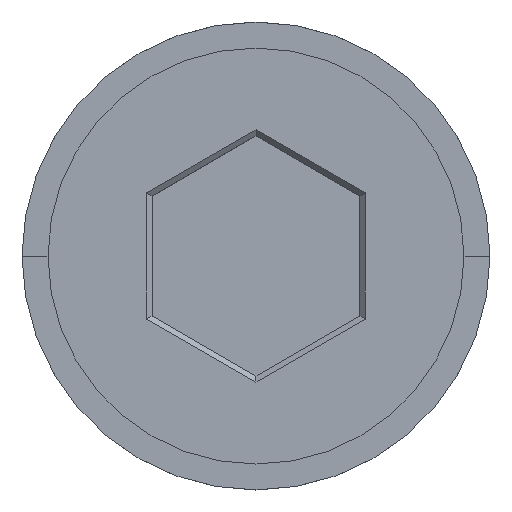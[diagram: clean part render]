
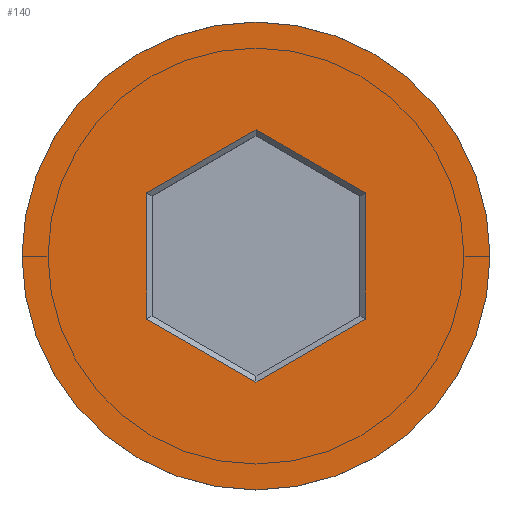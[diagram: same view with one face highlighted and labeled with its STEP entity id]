
A CAD part, top view. The second image highlights one B-rep face of the part: STEP entity #140.
In plain terms, the highlighted planar face has unit normal (0, 0, 1).
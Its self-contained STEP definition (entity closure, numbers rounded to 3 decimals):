
#3 = CARTESIAN_POINT ( 'NONE',  ( 2.05, 1.241, 0. ) ) ;
#6 = DIRECTION ( 'NONE',  ( -0.866, 0.5, 0. ) ) ;
#25 = VECTOR ( 'NONE', #979, 1000. ) ;
#54 = ORIENTED_EDGE ( 'NONE', *, *, #851, .T. ) ;
#61 = DIRECTION ( 'NONE',  ( 0., 1., 0. ) ) ;
#101 = AXIS2_PLACEMENT_3D ( 'NONE', #717, #681, #810 ) ;
#103 = VERTEX_POINT ( 'NONE', #1440 ) ;
#120 = CARTESIAN_POINT ( 'NONE',  ( -0.05, 2.396, 0. ) ) ;
#129 = LINE ( 'NONE', #261, #1235 ) ;
#133 = CARTESIAN_POINT ( 'NONE',  ( 0., 0., 0. ) ) ;
#140 = ADVANCED_FACE ( 'NONE', ( #1292, #788 ), #1160, .T. ) ;
#148 = EDGE_CURVE ( 'NONE', #958, #434, #1298, .T. ) ;
#254 = VERTEX_POINT ( 'NONE', #1192 ) ;
#261 = CARTESIAN_POINT ( 'NONE',  ( 0.05, -2.396, 0. ) ) ;
#264 = CARTESIAN_POINT ( 'NONE',  ( -2.1, 1.212, 0. ) ) ;
#274 = DIRECTION ( 'NONE',  ( 0., 0., 1. ) ) ;
#283 = EDGE_CURVE ( 'NONE', #103, #302, #1419, .T. ) ;
#297 = CIRCLE ( 'NONE', #552, 4.5 ) ;
#302 = VERTEX_POINT ( 'NONE', #1436 ) ;
#305 = ORIENTED_EDGE ( 'NONE', *, *, #431, .T. ) ;
#320 = CARTESIAN_POINT ( 'NONE',  ( 2.1, 1.212, 0. ) ) ;
#373 = AXIS2_PLACEMENT_3D ( 'NONE', #670, #274, #1165 ) ;
#389 = CARTESIAN_POINT ( 'NONE',  ( 0., 2.425, 0. ) ) ;
#397 = EDGE_CURVE ( 'NONE', #1324, #1132, #882, .T. ) ;
#431 = EDGE_CURVE ( 'NONE', #302, #103, #297, .T. ) ;
#434 = VERTEX_POINT ( 'NONE', #264 ) ;
#445 = LINE ( 'NONE', #120, #605 ) ;
#552 = AXIS2_PLACEMENT_3D ( 'NONE', #133, #1233, #1116 ) ;
#555 = CARTESIAN_POINT ( 'NONE',  ( 2.1, -1.212, 0. ) ) ;
#605 = VECTOR ( 'NONE', #1104, 1000. ) ;
#670 = CARTESIAN_POINT ( 'NONE',  ( 0., 0., 0. ) ) ;
#681 = DIRECTION ( 'NONE',  ( 0., 0., 1. ) ) ;
#702 = EDGE_LOOP ( 'NONE', ( #305, #1362 ) ) ;
#717 = CARTESIAN_POINT ( 'NONE',  ( 0., 0., 0. ) ) ;
#753 = ORIENTED_EDGE ( 'NONE', *, *, #148, .T. ) ;
#767 = ORIENTED_EDGE ( 'NONE', *, *, #397, .T. ) ;
#788 = FACE_OUTER_BOUND ( 'NONE', #702, .T. ) ;
#806 = ORIENTED_EDGE ( 'NONE', *, *, #1320, .T. ) ;
#810 = DIRECTION ( 'NONE',  ( 1., 0., 0. ) ) ;
#851 = EDGE_CURVE ( 'NONE', #254, #958, #1016, .T. ) ;
#871 = VECTOR ( 'NONE', #61, 1000. ) ;
#879 = CARTESIAN_POINT ( 'NONE',  ( -2.05, -1.241, 0. ) ) ;
#882 = LINE ( 'NONE', #3, #25 ) ;
#939 = VECTOR ( 'NONE', #1604, 1000. ) ;
#958 = VERTEX_POINT ( 'NONE', #1239 ) ;
#979 = DIRECTION ( 'NONE',  ( 0.866, -0.5, 0. ) ) ;
#1016 = LINE ( 'NONE', #879, #1261 ) ;
#1103 = ORIENTED_EDGE ( 'NONE', *, *, #1110, .T. ) ;
#1104 = DIRECTION ( 'NONE',  ( 0.866, 0.5, 0. ) ) ;
#1110 = EDGE_CURVE ( 'NONE', #1132, #1412, #1467, .T. ) ;
#1116 = DIRECTION ( 'NONE',  ( 1., 0., 0. ) ) ;
#1132 = VERTEX_POINT ( 'NONE', #320 ) ;
#1160 = PLANE ( 'NONE',  #373 ) ;
#1165 = DIRECTION ( 'NONE',  ( 1., 0., 0. ) ) ;
#1176 = EDGE_CURVE ( 'NONE', #434, #1324, #445, .T. ) ;
#1192 = CARTESIAN_POINT ( 'NONE',  ( 0., -2.425, 0. ) ) ;
#1233 = DIRECTION ( 'NONE',  ( 0., 0., 1. ) ) ;
#1235 = VECTOR ( 'NONE', #1259, 1000. ) ;
#1239 = CARTESIAN_POINT ( 'NONE',  ( -2.1, -1.212, 0. ) ) ;
#1259 = DIRECTION ( 'NONE',  ( -0.866, -0.5, 0. ) ) ;
#1261 = VECTOR ( 'NONE', #6, 1000. ) ;
#1292 = FACE_BOUND ( 'NONE', #1426, .T. ) ;
#1298 = LINE ( 'NONE', #1524, #871 ) ;
#1313 = ORIENTED_EDGE ( 'NONE', *, *, #1176, .T. ) ;
#1320 = EDGE_CURVE ( 'NONE', #1412, #254, #129, .T. ) ;
#1324 = VERTEX_POINT ( 'NONE', #389 ) ;
#1362 = ORIENTED_EDGE ( 'NONE', *, *, #283, .T. ) ;
#1412 = VERTEX_POINT ( 'NONE', #555 ) ;
#1419 = CIRCLE ( 'NONE', #101, 4.5 ) ;
#1426 = EDGE_LOOP ( 'NONE', ( #753, #1313, #767, #1103, #806, #54 ) ) ;
#1436 = CARTESIAN_POINT ( 'NONE',  ( 4.5, 0., 0. ) ) ;
#1440 = CARTESIAN_POINT ( 'NONE',  ( -4.5, 0., 0. ) ) ;
#1459 = CARTESIAN_POINT ( 'NONE',  ( 2.1, -1.155, 0. ) ) ;
#1467 = LINE ( 'NONE', #1459, #939 ) ;
#1524 = CARTESIAN_POINT ( 'NONE',  ( -2.1, 1.155, 0. ) ) ;
#1604 = DIRECTION ( 'NONE',  ( 0., -1., 0. ) ) ;
